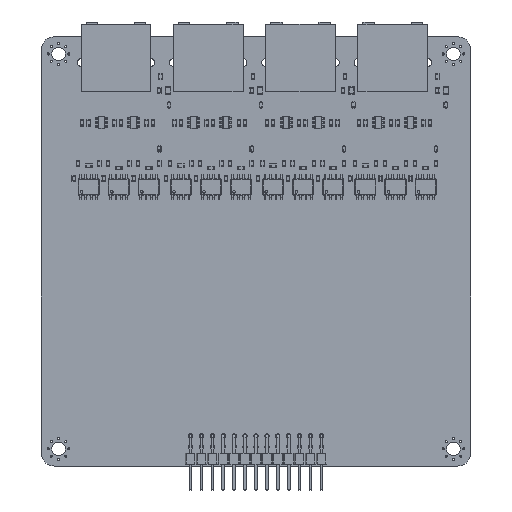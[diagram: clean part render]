
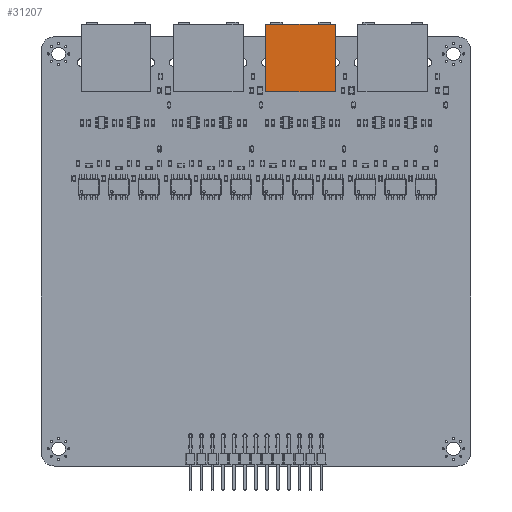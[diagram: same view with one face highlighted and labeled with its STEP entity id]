
A CAD part, top view. The second image highlights one B-rep face of the part: STEP entity #31207.
In plain terms, the highlighted face is planar.
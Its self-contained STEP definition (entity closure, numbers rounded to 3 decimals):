
#30689 = EDGE_CURVE('',#30690,#30692,#30694,.T.);
#30690 = VERTEX_POINT('',#30691);
#30691 = CARTESIAN_POINT('',(8.13,7.875,0.));
#30692 = VERTEX_POINT('',#30693);
#30693 = CARTESIAN_POINT('',(-8.13,7.875,0.));
#30694 = LINE('',#30695,#30696);
#30695 = CARTESIAN_POINT('',(-8.13,7.875,0.));
#30696 = VECTOR('',#30697,1.);
#30697 = DIRECTION('',(-1.,-0.,-0.));
#31106 = VERTEX_POINT('',#31107);
#31107 = CARTESIAN_POINT('',(8.13,-7.875,0.));
#31113 = EDGE_CURVE('',#31106,#30690,#31114,.T.);
#31114 = LINE('',#31115,#31116);
#31115 = CARTESIAN_POINT('',(8.13,7.875,0.));
#31116 = VECTOR('',#31117,1.);
#31117 = DIRECTION('',(-0.,1.,-0.));
#31156 = EDGE_CURVE('',#30692,#31157,#31159,.T.);
#31157 = VERTEX_POINT('',#31158);
#31158 = CARTESIAN_POINT('',(-8.13,-7.875,0.));
#31159 = LINE('',#31160,#31161);
#31160 = CARTESIAN_POINT('',(-8.13,7.875,0.));
#31161 = VECTOR('',#31162,1.);
#31162 = DIRECTION('',(0.,-1.,0.));
#31194 = EDGE_CURVE('',#31157,#31106,#31195,.T.);
#31195 = LINE('',#31196,#31197);
#31196 = CARTESIAN_POINT('',(-8.13,-7.875,0.));
#31197 = VECTOR('',#31198,1.);
#31198 = DIRECTION('',(1.,0.,0.));
#31207 = ADVANCED_FACE('',(#31208),#31214,.F.);
#31208 = FACE_BOUND('',#31209,.T.);
#31209 = EDGE_LOOP('',(#31210,#31211,#31212,#31213));
#31210 = ORIENTED_EDGE('',*,*,#31113,.F.);
#31211 = ORIENTED_EDGE('',*,*,#31194,.F.);
#31212 = ORIENTED_EDGE('',*,*,#31156,.F.);
#31213 = ORIENTED_EDGE('',*,*,#30689,.F.);
#31214 = PLANE('',#31215);
#31215 = AXIS2_PLACEMENT_3D('',#31216,#31217,#31218);
#31216 = CARTESIAN_POINT('',(0.,0.,0.));
#31217 = DIRECTION('',(-0.,0.,1.));
#31218 = DIRECTION('',(1.,0.,0.));
